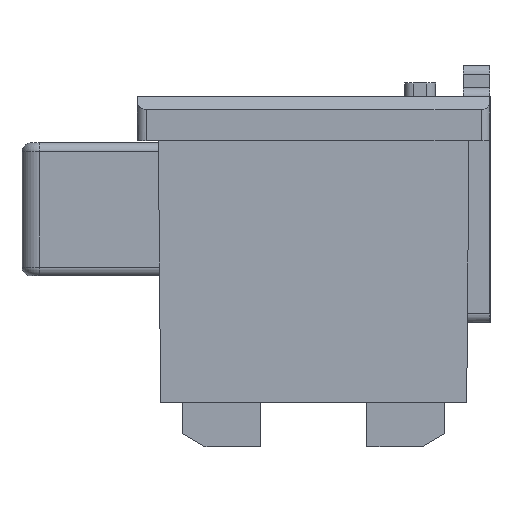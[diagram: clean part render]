
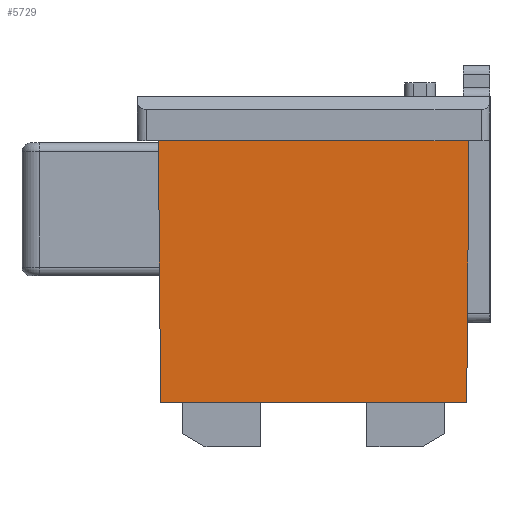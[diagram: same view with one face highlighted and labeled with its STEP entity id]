
A CAD part, left-side view. The second image highlights one B-rep face of the part: STEP entity #5729.
In plain terms, the highlighted planar face has unit normal (-1, 0, -0.009).
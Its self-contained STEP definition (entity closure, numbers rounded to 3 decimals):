
#483 = LINE ( 'NONE', #2417, #1840 ) ;
#781 = VECTOR ( 'NONE', #1413, 1000. ) ;
#1093 = ORIENTED_EDGE ( 'NONE', *, *, #2816, .F. ) ;
#1134 = VERTEX_POINT ( 'NONE', #6304 ) ;
#1135 = VECTOR ( 'NONE', #2206, 1000. ) ;
#1194 = LINE ( 'NONE', #3751, #4249 ) ;
#1220 = VERTEX_POINT ( 'NONE', #6369 ) ;
#1413 = DIRECTION ( 'NONE',  ( -0.008, -0.008, 1. ) ) ;
#1802 = FACE_OUTER_BOUND ( 'NONE', #1813, .T. ) ;
#1813 = EDGE_LOOP ( 'NONE', ( #3089, #1093, #7681, #7226 ) ) ;
#1840 = VECTOR ( 'NONE', #2435, 1000. ) ;
#1940 = CARTESIAN_POINT ( 'NONE',  ( -34.5, -34.5, -59. ) ) ;
#2206 = DIRECTION ( 'NONE',  ( 0., 1., 0. ) ) ;
#2227 = CARTESIAN_POINT ( 'NONE',  ( -35., 0., 0. ) ) ;
#2417 = CARTESIAN_POINT ( 'NONE',  ( -34.5, 0., -59. ) ) ;
#2435 = DIRECTION ( 'NONE',  ( 0., 1., 0. ) ) ;
#2656 = LINE ( 'NONE', #2227, #1135 ) ;
#2811 = CARTESIAN_POINT ( 'NONE',  ( -34.5, -34.5, -59. ) ) ;
#2816 = EDGE_CURVE ( 'NONE', #5750, #1220, #483, .T. ) ;
#2855 = EDGE_CURVE ( 'NONE', #6145, #1134, #2656, .T. ) ;
#3089 = ORIENTED_EDGE ( 'NONE', *, *, #4179, .T. ) ;
#3751 = CARTESIAN_POINT ( 'NONE',  ( -35., 35., 0. ) ) ;
#3900 = DIRECTION ( 'NONE',  ( -0.008, 0., 1. ) ) ;
#3997 = DIRECTION ( 'NONE',  ( -1., 0., -0.008 ) ) ;
#4070 = CARTESIAN_POINT ( 'NONE',  ( -34.5, 0., -59. ) ) ;
#4179 = EDGE_CURVE ( 'NONE', #1134, #1220, #1194, .T. ) ;
#4249 = VECTOR ( 'NONE', #6759, 1000. ) ;
#4829 = PLANE ( 'NONE',  #6150 ) ;
#5437 = EDGE_CURVE ( 'NONE', #5750, #6145, #7290, .T. ) ;
#5729 = ADVANCED_FACE ( 'NONE', ( #1802 ), #4829, .T. ) ;
#5750 = VERTEX_POINT ( 'NONE', #2811 ) ;
#6145 = VERTEX_POINT ( 'NONE', #7662 ) ;
#6150 = AXIS2_PLACEMENT_3D ( 'NONE', #4070, #3997, #3900 ) ;
#6304 = CARTESIAN_POINT ( 'NONE',  ( -35., 35., 0. ) ) ;
#6369 = CARTESIAN_POINT ( 'NONE',  ( -34.5, 34.5, -59. ) ) ;
#6759 = DIRECTION ( 'NONE',  ( 0.008, -0.008, -1. ) ) ;
#7226 = ORIENTED_EDGE ( 'NONE', *, *, #2855, .T. ) ;
#7290 = LINE ( 'NONE', #1940, #781 ) ;
#7662 = CARTESIAN_POINT ( 'NONE',  ( -35., -35., 0. ) ) ;
#7681 = ORIENTED_EDGE ( 'NONE', *, *, #5437, .T. ) ;
